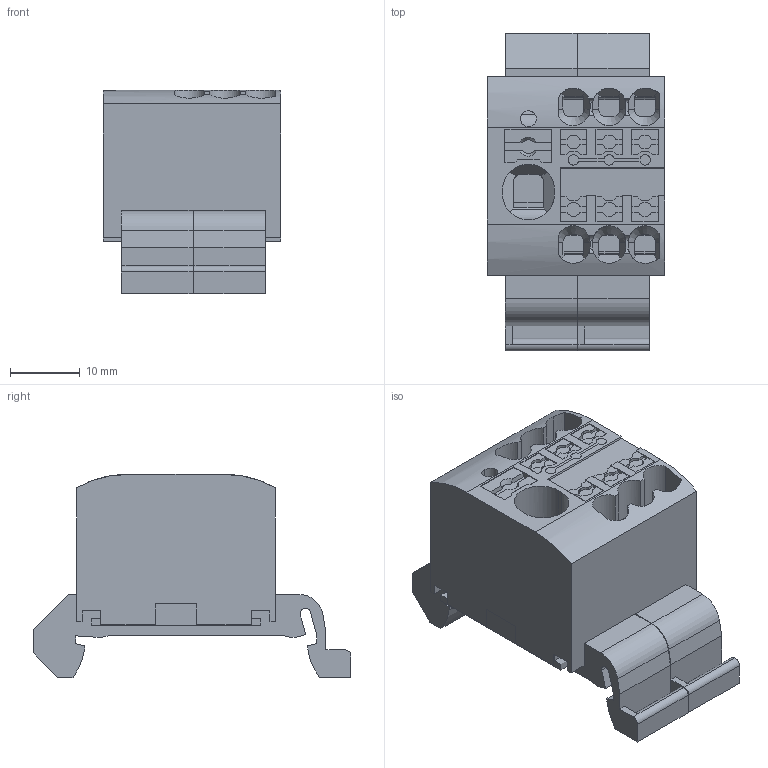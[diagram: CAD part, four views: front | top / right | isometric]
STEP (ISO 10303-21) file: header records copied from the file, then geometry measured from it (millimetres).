
FILE_DESCRIPTION(('Creo Elements/Direct Modeling STEP Export'),'2;1');
FILE_NAME('model.stp','2020-11-26T12:23:38',(''),(''),'Creo Elements/Direct Modeling STEP processor for AP214 (Solid Model)','Creo Elements/Direct Modeling 20.1A 29-Sep-2018 (C) Parametric Technology GmbH','');
FILE_SCHEMA(('AUTOMOTIVE_DESIGN { 1 0 10303 214 1 1 1 1 }'));
Length unit declared in the file: millimetre
Products named in the file (2): PTFIX_6_6X2.5_NS35A_GY-Select
Assembly tree (1 placements, depth 2):
  PTFIX_6_6X2.5_NS35A_GY-Select
    PTFIX_6_6X2.5_NS35A_GY-Select
Bounding box: 25.55 x 45.7 x 29.2 mm (x, y, z)
Volume: 16707.2 mm3; surface area: 7524.2 mm2
Topology: 1 solids, 1 shells, 415 faces, 1230 edges, 826 vertices
Faces by surface type: plane 335, cylinder 68, cone 8, extrusion 4
Entity records: 22040 total; most frequent: CARTESIAN_POINT 7678, ORIENTED_EDGE 2460, DIRECTION 1994, EDGE_CURVE 1230, VECTOR 968, LINE 962, VERTEX_POINT 826, AXIS2_PLACEMENT_3D 513
